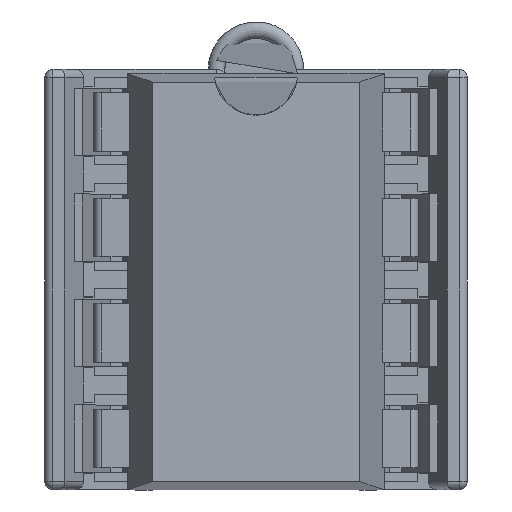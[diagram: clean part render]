
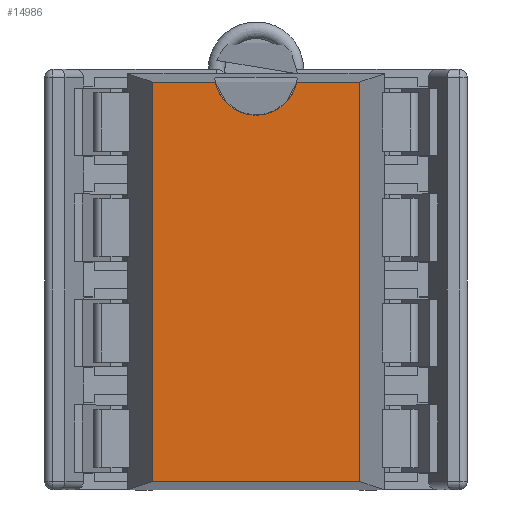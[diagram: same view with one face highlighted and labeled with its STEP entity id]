
A CAD part, top view. The second image highlights one B-rep face of the part: STEP entity #14986.
In plain terms, the highlighted planar face has unit normal (0, 0, 1).
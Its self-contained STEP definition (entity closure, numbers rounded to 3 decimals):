
#14420 = EDGE_CURVE('',#14421,#14423,#14425,.T.);
#14421 = VERTEX_POINT('',#14422);
#14422 = CARTESIAN_POINT('',(2.5,0.96,8.48));
#14423 = VERTEX_POINT('',#14424);
#14424 = CARTESIAN_POINT('',(2.5,-8.66,8.48));
#14425 = LINE('',#14426,#14427);
#14426 = CARTESIAN_POINT('',(2.5,1.16,8.48));
#14427 = VECTOR('',#14428,1.);
#14428 = DIRECTION('',(0.,-1.,0.));
#14635 = VERTEX_POINT('',#14636);
#14636 = CARTESIAN_POINT('',(-2.5,0.96,8.48));
#14642 = EDGE_CURVE('',#14635,#14643,#14645,.T.);
#14643 = VERTEX_POINT('',#14644);
#14644 = CARTESIAN_POINT('',(-2.5,-8.66,8.48));
#14645 = LINE('',#14646,#14647);
#14646 = CARTESIAN_POINT('',(-2.5,1.16,8.48));
#14647 = VECTOR('',#14648,1.);
#14648 = DIRECTION('',(0.,-1.,0.));
#14986 = ADVANCED_FACE('',(#14987),#15020,.F.);
#14987 = FACE_BOUND('',#14988,.F.);
#14988 = EDGE_LOOP('',(#14989,#14990,#14998,#15007,#15013,#15014));
#14989 = ORIENTED_EDGE('',*,*,#14642,.F.);
#14990 = ORIENTED_EDGE('',*,*,#14991,.T.);
#14991 = EDGE_CURVE('',#14635,#14992,#14994,.T.);
#14992 = VERTEX_POINT('',#14993);
#14993 = CARTESIAN_POINT('',(-0.98,0.96,8.48));
#14994 = LINE('',#14995,#14996);
#14995 = CARTESIAN_POINT('',(-13.892,0.96,8.48));
#14996 = VECTOR('',#14997,1.);
#14997 = DIRECTION('',(1.,0.,0.));
#14998 = ORIENTED_EDGE('',*,*,#14999,.T.);
#14999 = EDGE_CURVE('',#14992,#15000,#15002,.T.);
#15000 = VERTEX_POINT('',#15001);
#15001 = CARTESIAN_POINT('',(0.98,0.96,8.48));
#15002 = CIRCLE('',#15003,1.);
#15003 = AXIS2_PLACEMENT_3D('',#15004,#15005,#15006);
#15004 = CARTESIAN_POINT('',(0.,1.16,8.48));
#15005 = DIRECTION('',(0.,0.,1.));
#15006 = DIRECTION('',(1.,0.,0.));
#15007 = ORIENTED_EDGE('',*,*,#15008,.T.);
#15008 = EDGE_CURVE('',#15000,#14421,#15009,.T.);
#15009 = LINE('',#15010,#15011);
#15010 = CARTESIAN_POINT('',(-13.892,0.96,8.48));
#15011 = VECTOR('',#15012,1.);
#15012 = DIRECTION('',(1.,0.,0.));
#15013 = ORIENTED_EDGE('',*,*,#14420,.T.);
#15014 = ORIENTED_EDGE('',*,*,#15015,.F.);
#15015 = EDGE_CURVE('',#14643,#14423,#15016,.T.);
#15016 = LINE('',#15017,#15018);
#15017 = CARTESIAN_POINT('',(-13.892,-8.66,8.48));
#15018 = VECTOR('',#15019,1.);
#15019 = DIRECTION('',(1.,0.,0.));
#15020 = PLANE('',#15021);
#15021 = AXIS2_PLACEMENT_3D('',#15022,#15023,#15024);
#15022 = CARTESIAN_POINT('',(2.5,1.16,8.48));
#15023 = DIRECTION('',(0.,0.,-1.));
#15024 = DIRECTION('',(-1.,0.,0.));
